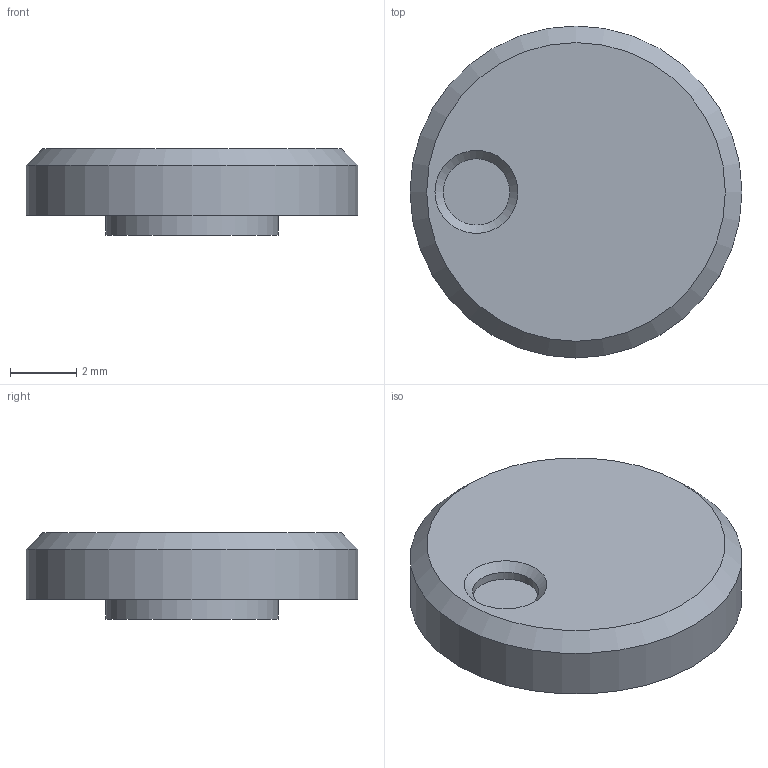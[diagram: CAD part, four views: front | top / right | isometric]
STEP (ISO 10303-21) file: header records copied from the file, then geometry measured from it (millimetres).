
FILE_DESCRIPTION(/* description */ (''),/* implementation_level */ '2;1');
FILE_NAME(/* name */ 'fbcWheel010524.step',/* time_stamp */ '2024-01-05T14:24:02-08:00',/* author */ (''),/* organization */ (''),/* preprocessor_version */ 'ST-DEVELOPER v20',/* originating_system */ 'Autodesk Translation Framework v12.14.0.127',/* authorisation */ '');
FILE_SCHEMA (('AUTOMOTIVE_DESIGN { 1 0 10303 214 3 1 1 }'));
Length unit declared in the file: millimetre
Products named in the file (1): Classic Wheel
Bounding box: 10 x 10 x 2.6 mm (x, y, z)
Volume: 159.8 mm3; surface area: 229.5 mm2
Topology: 1 solids, 1 shells, 26 faces, 54 edges, 33 vertices
Faces by surface type: cylinder 11, plane 9, torus 4, cone 2
Full cylindrical faces by diameter (mm): 2 x1, 5.2 x1, 10 x1
Entity records: 728 total; most frequent: DIRECTION 137, CARTESIAN_POINT 114, ORIENTED_EDGE 108, AXIS2_PLACEMENT_3D 56, EDGE_CURVE 54, VERTEX_POINT 33, EDGE_LOOP 29, CIRCLE 29
